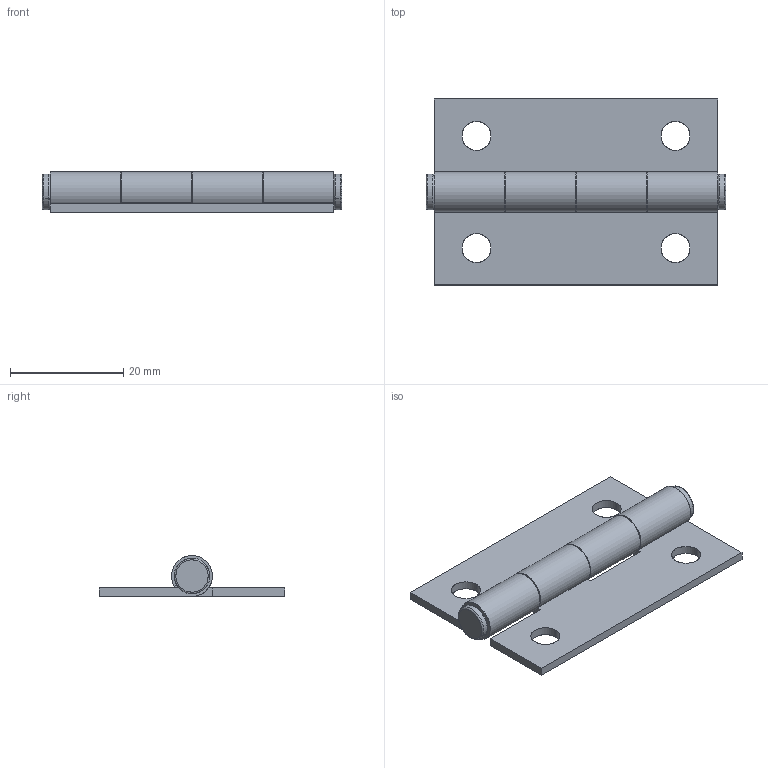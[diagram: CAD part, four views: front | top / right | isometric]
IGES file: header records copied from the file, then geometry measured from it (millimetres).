
Start section: SolidWorks IGES file using analytic representation for surfaces
Global section: file name: 2601.IGS; native system: SolidWorks 2010; preprocessor: SolidWorks 2010; author: martinb; date: 100427.123253; units: millimetre
Bounding box: 52.8 x 32.8 x 7.2 mm (x, y, z)
Surface area: 5716.6 mm2 (no closed solid volume)
Topology: 0 solids, 0 shells, 58 faces, 1200 edges, 1200 vertices
Faces by surface type: bspline 36, revolution 22
